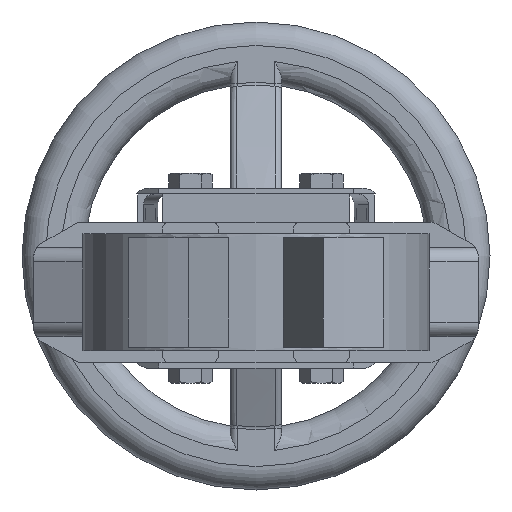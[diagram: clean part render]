
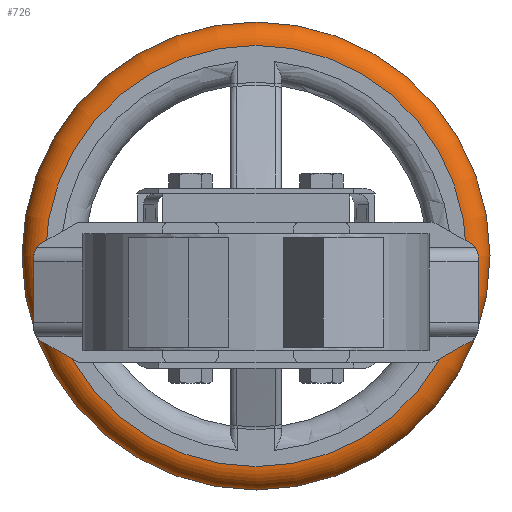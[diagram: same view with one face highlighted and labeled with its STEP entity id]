
A CAD part, front view. The second image highlights one B-rep face of the part: STEP entity #726.
In plain terms, the highlighted toroidal (fillet/blend) face has major radius 90 mm and minor radius 10 mm.
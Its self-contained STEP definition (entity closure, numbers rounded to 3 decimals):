
#726 = ADVANCED_FACE( 'NONE', ( #2071, #2072 ), #2073, .T. );
#2071 = FACE_OUTER_BOUND( '', #4141, .T. );
#2072 = FACE_OUTER_BOUND( '', #4142, .T. );
#2073 = TOROIDAL_SURFACE( '', #4143, 90., 10. );
#4141 = EDGE_LOOP( '', ( #7998 ) );
#4142 = EDGE_LOOP( '', ( #7999 ) );
#4143 = AXIS2_PLACEMENT_3D( '', #8000, #8001, #8002 );
#7998 = ORIENTED_EDGE( '', *, *, #14050, .F. );
#7999 = ORIENTED_EDGE( '', *, *, #14146, .T. );
#8000 = CARTESIAN_POINT( '', ( 0., 371., 15.5 ) );
#8001 = DIRECTION( '', ( 0., 1., 0. ) );
#8002 = DIRECTION( '', ( -1., 0., 0. ) );
#14050 = EDGE_CURVE( 'NONE', #16419, #16419, #16420, .T. );
#14146 = EDGE_CURVE( 'NONE', #16595, #16595, #16596, .T. );
#16419 = VERTEX_POINT( '', #20152 );
#16420 = CIRCLE( '', #20153, 100. );
#16595 = VERTEX_POINT( '', #20552 );
#16596 = CIRCLE( '', #20553, 90. );
#20152 = CARTESIAN_POINT( '', ( -100., 371., 15.5 ) );
#20153 = AXIS2_PLACEMENT_3D( '', #27454, #27455, #27456 );
#20552 = CARTESIAN_POINT( '', ( -90., 361., 15.5 ) );
#20553 = AXIS2_PLACEMENT_3D( '', #27537, #27538, #27539 );
#27454 = CARTESIAN_POINT( '', ( 0., 371., 15.5 ) );
#27455 = DIRECTION( '', ( 0., 1., 0. ) );
#27456 = DIRECTION( '', ( -1., 0., 0. ) );
#27537 = CARTESIAN_POINT( '', ( 0., 361., 15.5 ) );
#27538 = DIRECTION( '', ( 0., 1., 0. ) );
#27539 = DIRECTION( '', ( -1., 0., 0. ) );
